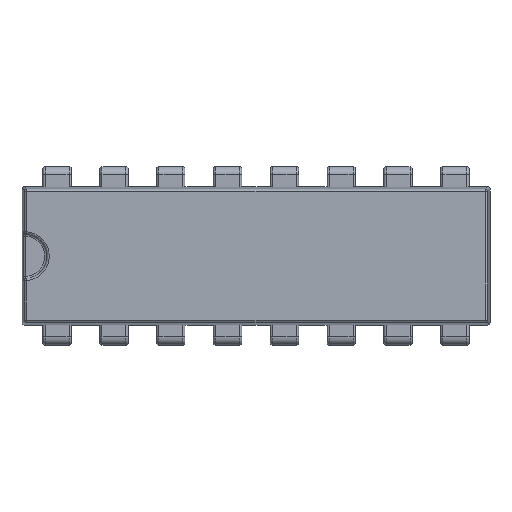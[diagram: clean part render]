
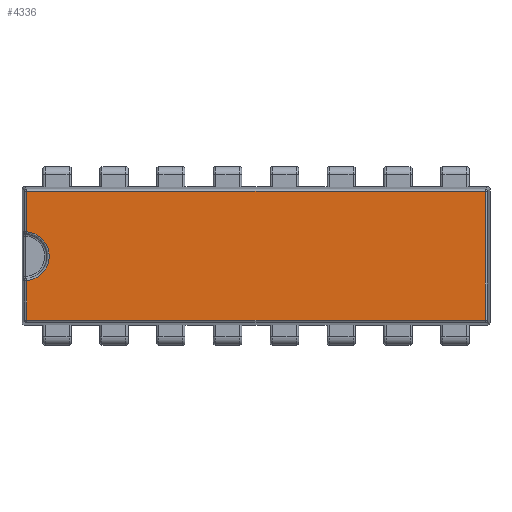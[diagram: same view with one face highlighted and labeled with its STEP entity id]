
A CAD part, top view. The second image highlights one B-rep face of the part: STEP entity #4336.
In plain terms, the highlighted planar face has unit normal (0, 0, 1).
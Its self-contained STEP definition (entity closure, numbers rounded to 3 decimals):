
#195=PLANE('',#4782);
#375=FACE_OUTER_BOUND('',#621,.T.);
#621=EDGE_LOOP('',(#3426,#3427,#3428,#3429,#3430,#3431));
#1086=LINE('',#7664,#1486);
#1087=LINE('',#7668,#1487);
#1088=LINE('',#7670,#1488);
#1089=LINE('',#7672,#1489);
#1090=LINE('',#7673,#1490);
#1486=VECTOR('',#5850,10.);
#1487=VECTOR('',#5855,10.);
#1488=VECTOR('',#5856,10.);
#1489=VECTOR('',#5857,10.);
#1490=VECTOR('',#5858,10.);
#1670=CIRCLE('',#4772,1.1);
#2059=VERTEX_POINT('',#7620);
#2060=VERTEX_POINT('',#7622);
#2066=VERTEX_POINT('',#7663);
#2067=VERTEX_POINT('',#7667);
#2068=VERTEX_POINT('',#7669);
#2069=VERTEX_POINT('',#7671);
#2592=EDGE_CURVE('',#2060,#2059,#1670,.T.);
#2602=EDGE_CURVE('',#2059,#2066,#1086,.T.);
#2604=EDGE_CURVE('',#2067,#2060,#1087,.T.);
#2605=EDGE_CURVE('',#2068,#2067,#1088,.T.);
#2606=EDGE_CURVE('',#2069,#2068,#1089,.T.);
#2607=EDGE_CURVE('',#2066,#2069,#1090,.T.);
#3426=ORIENTED_EDGE('',*,*,#2592,.F.);
#3427=ORIENTED_EDGE('',*,*,#2604,.F.);
#3428=ORIENTED_EDGE('',*,*,#2605,.F.);
#3429=ORIENTED_EDGE('',*,*,#2606,.F.);
#3430=ORIENTED_EDGE('',*,*,#2607,.F.);
#3431=ORIENTED_EDGE('',*,*,#2602,.F.);
#4336=ADVANCED_FACE('',(#375),#195,.T.);
#4772=AXIS2_PLACEMENT_3D('',#7624,#5827,#5828);
#4782=AXIS2_PLACEMENT_3D('',#7666,#5853,#5854);
#5827=DIRECTION('center_axis',(0.,0.,1.));
#5828=DIRECTION('ref_axis',(1.,0.,0.));
#5850=DIRECTION('',(0.,1.,0.));
#5853=DIRECTION('center_axis',(0.,0.,1.));
#5854=DIRECTION('ref_axis',(1.,0.,0.));
#5855=DIRECTION('',(0.,1.,0.));
#5856=DIRECTION('',(-1.,0.,0.));
#5857=DIRECTION('',(0.,-1.,0.));
#5858=DIRECTION('',(1.,0.,0.));
#7620=CARTESIAN_POINT('',(-0.79,5.169,3.35));
#7622=CARTESIAN_POINT('',(-0.79,2.977,3.35));
#7624=CARTESIAN_POINT('Origin',(-0.883,4.073,3.35));
#7663=CARTESIAN_POINT('',(-0.79,6.97,3.35));
#7664=CARTESIAN_POINT('',(-0.79,4.863,3.35));
#7666=CARTESIAN_POINT('Origin',(9.46,4.09,3.35));
#7667=CARTESIAN_POINT('',(-0.79,1.21,3.35));
#7668=CARTESIAN_POINT('',(-0.79,4.863,3.35));
#7669=CARTESIAN_POINT('',(19.71,1.21,3.35));
#7670=CARTESIAN_POINT('',(6.845,1.21,3.35));
#7671=CARTESIAN_POINT('',(19.71,6.97,3.35));
#7672=CARTESIAN_POINT('',(19.71,3.318,3.35));
#7673=CARTESIAN_POINT('',(12.075,6.97,3.35));
